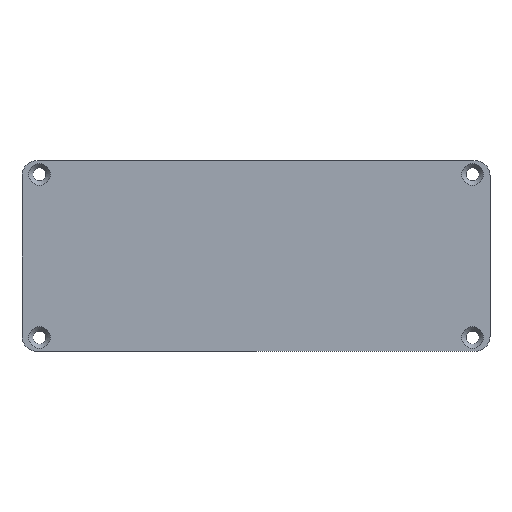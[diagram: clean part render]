
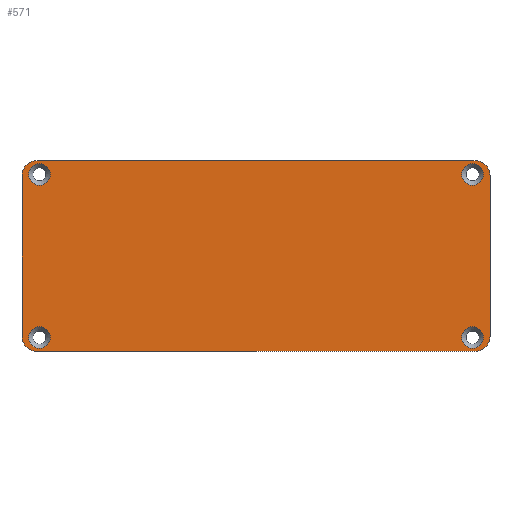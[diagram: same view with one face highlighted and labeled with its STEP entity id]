
A CAD part, top view. The second image highlights one B-rep face of the part: STEP entity #571.
In plain terms, the highlighted planar face has unit normal (0, 0, 1).
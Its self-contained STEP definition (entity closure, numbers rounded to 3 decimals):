
#73=CARTESIAN_POINT('',(60.635,-21.76,0.0));
#74=VERTEX_POINT('',#73);
#75=CARTESIAN_POINT('',(57.76,-21.76,0.0));
#76=DIRECTION('',(0.0,0.0,-1.0));
#77=DIRECTION('',(1.0,0.0,0.0));
#78=AXIS2_PLACEMENT_3D('',#75,#76,#77);
#79=CIRCLE('',#78,2.875);
#80=EDGE_CURVE('',#74,#74,#79,.T.);
#121=CARTESIAN_POINT('',(60.635,21.76,0.0));
#122=VERTEX_POINT('',#121);
#123=CARTESIAN_POINT('',(57.76,21.76,0.0));
#124=DIRECTION('',(0.0,0.0,-1.0));
#125=DIRECTION('',(1.0,0.0,0.0));
#126=AXIS2_PLACEMENT_3D('',#123,#124,#125);
#127=CIRCLE('',#126,2.875);
#128=EDGE_CURVE('',#122,#122,#127,.T.);
#169=CARTESIAN_POINT('',(-54.885,-21.76,0.0));
#170=VERTEX_POINT('',#169);
#171=CARTESIAN_POINT('',(-57.76,-21.76,0.0));
#172=DIRECTION('',(0.0,0.0,-1.0));
#173=DIRECTION('',(1.0,0.0,0.0));
#174=AXIS2_PLACEMENT_3D('',#171,#172,#173);
#175=CIRCLE('',#174,2.875);
#176=EDGE_CURVE('',#170,#170,#175,.T.);
#217=CARTESIAN_POINT('',(-54.885,21.76,0.0));
#218=VERTEX_POINT('',#217);
#219=CARTESIAN_POINT('',(-57.76,21.76,0.0));
#220=DIRECTION('',(0.0,0.0,-1.0));
#221=DIRECTION('',(1.0,0.0,0.0));
#222=AXIS2_PLACEMENT_3D('',#219,#220,#221);
#223=CIRCLE('',#222,2.875);
#224=EDGE_CURVE('',#218,#218,#223,.T.);
#275=CARTESIAN_POINT('',(-62.4,-21.45,0.0));
#276=VERTEX_POINT('',#275);
#283=CARTESIAN_POINT('',(-62.4,21.45,0.0));
#284=VERTEX_POINT('',#283);
#285=CARTESIAN_POINT('',(-62.4,21.45,0.0));
#286=DIRECTION('',(0.0,-1.0,0.0));
#287=VECTOR('',#286,42.9);
#288=LINE('',#285,#287);
#289=EDGE_CURVE('',#284,#276,#288,.T.);
#314=CARTESIAN_POINT('',(-58.4,-25.45,0.0));
#315=VERTEX_POINT('',#314);
#322=CARTESIAN_POINT('',(-58.4,-21.45,0.0));
#323=DIRECTION('',(0.0,0.0,1.0));
#324=DIRECTION('',(-1.0,0.0,0.0));
#325=AXIS2_PLACEMENT_3D('',#322,#323,#324);
#326=CIRCLE('',#325,4.);
#327=EDGE_CURVE('',#276,#315,#326,.T.);
#346=CARTESIAN_POINT('',(58.4,-25.45,0.0));
#347=VERTEX_POINT('',#346);
#354=CARTESIAN_POINT('',(-58.4,-25.45,0.0));
#355=DIRECTION('',(1.0,0.0,0.0));
#356=VECTOR('',#355,116.8);
#357=LINE('',#354,#356);
#358=EDGE_CURVE('',#315,#347,#357,.T.);
#378=CARTESIAN_POINT('',(62.4,-21.45,0.0));
#379=VERTEX_POINT('',#378);
#386=CARTESIAN_POINT('',(58.4,-21.45,0.0));
#387=DIRECTION('',(0.0,0.0,1.0));
#388=DIRECTION('',(0.0,-1.0,0.0));
#389=AXIS2_PLACEMENT_3D('',#386,#387,#388);
#390=CIRCLE('',#389,4.);
#391=EDGE_CURVE('',#347,#379,#390,.T.);
#410=CARTESIAN_POINT('',(62.4,21.45,0.0));
#411=VERTEX_POINT('',#410);
#418=CARTESIAN_POINT('',(62.4,-21.45,0.0));
#419=DIRECTION('',(0.0,1.0,0.0));
#420=VECTOR('',#419,42.9);
#421=LINE('',#418,#420);
#422=EDGE_CURVE('',#379,#411,#421,.T.);
#442=CARTESIAN_POINT('',(58.4,25.45,0.0));
#443=VERTEX_POINT('',#442);
#450=CARTESIAN_POINT('',(58.4,21.45,0.0));
#451=DIRECTION('',(0.0,0.0,1.0));
#452=DIRECTION('',(1.0,0.0,0.0));
#453=AXIS2_PLACEMENT_3D('',#450,#451,#452);
#454=CIRCLE('',#453,4.);
#455=EDGE_CURVE('',#411,#443,#454,.T.);
#474=CARTESIAN_POINT('',(-58.4,25.45,0.0));
#475=VERTEX_POINT('',#474);
#482=CARTESIAN_POINT('',(58.4,25.45,0.0));
#483=DIRECTION('',(-1.0,0.0,0.0));
#484=VECTOR('',#483,116.8);
#485=LINE('',#482,#484);
#486=EDGE_CURVE('',#443,#475,#485,.T.);
#505=CARTESIAN_POINT('',(-58.4,21.45,0.0));
#506=DIRECTION('',(0.0,0.0,1.0));
#507=DIRECTION('',(0.0,1.0,0.0));
#508=AXIS2_PLACEMENT_3D('',#505,#506,#507);
#509=CIRCLE('',#508,4.);
#510=EDGE_CURVE('',#475,#284,#509,.T.);
#544=CARTESIAN_POINT('',(0.,0.,0.0));
#545=DIRECTION('',(0.0,0.0,1.0));
#546=DIRECTION('',(1.0,0.0,0.0));
#547=AXIS2_PLACEMENT_3D('',#544,#545,#546);
#548=PLANE('',#547);
#549=ORIENTED_EDGE('',*,*,#510,.T.);
#550=ORIENTED_EDGE('',*,*,#289,.T.);
#551=ORIENTED_EDGE('',*,*,#327,.T.);
#552=ORIENTED_EDGE('',*,*,#358,.T.);
#553=ORIENTED_EDGE('',*,*,#391,.T.);
#554=ORIENTED_EDGE('',*,*,#422,.T.);
#555=ORIENTED_EDGE('',*,*,#455,.T.);
#556=ORIENTED_EDGE('',*,*,#486,.T.);
#557=EDGE_LOOP('',(#549,#550,#551,#552,#553,#554,#555,#556));
#558=FACE_OUTER_BOUND('',#557,.T.);
#559=ORIENTED_EDGE('',*,*,#80,.T.);
#560=EDGE_LOOP('',(#559));
#561=FACE_BOUND('',#560,.T.);
#562=ORIENTED_EDGE('',*,*,#128,.T.);
#563=EDGE_LOOP('',(#562));
#564=FACE_BOUND('',#563,.T.);
#565=ORIENTED_EDGE('',*,*,#176,.T.);
#566=EDGE_LOOP('',(#565));
#567=FACE_BOUND('',#566,.T.);
#568=ORIENTED_EDGE('',*,*,#224,.T.);
#569=EDGE_LOOP('',(#568));
#570=FACE_BOUND('',#569,.T.);
#571=ADVANCED_FACE('',(#558,#561,#564,#567,#570),#548,.T.);
